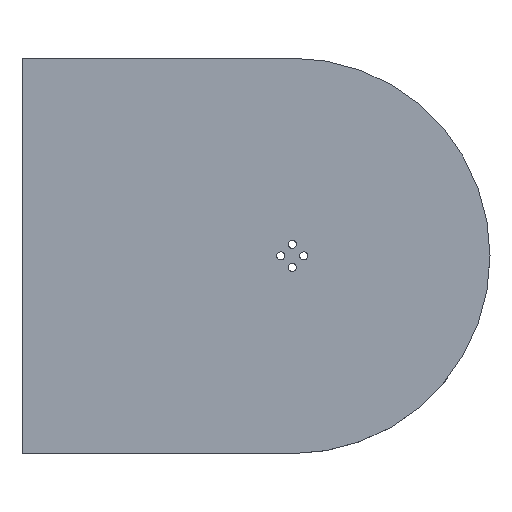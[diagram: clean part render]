
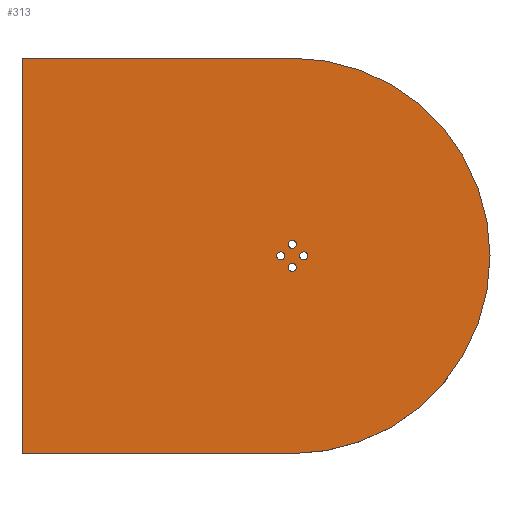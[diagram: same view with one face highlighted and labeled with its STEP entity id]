
A CAD part, top view. The second image highlights one B-rep face of the part: STEP entity #313.
In plain terms, the highlighted planar face has unit normal (0, 0, 1).
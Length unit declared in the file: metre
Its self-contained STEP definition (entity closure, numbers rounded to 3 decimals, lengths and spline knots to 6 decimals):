
#18=CIRCLE('',#345,0.00125);
#19=CIRCLE('',#346,0.00125);
#20=CIRCLE('',#347,0.00125);
#21=CIRCLE('',#348,0.00125);
#22=CIRCLE('',#349,0.06);
#38=ORIENTED_EDGE('',*,*,#118,.F.);
#39=ORIENTED_EDGE('',*,*,#119,.F.);
#40=ORIENTED_EDGE('',*,*,#120,.F.);
#41=ORIENTED_EDGE('',*,*,#121,.F.);
#42=ORIENTED_EDGE('',*,*,#122,.T.);
#43=ORIENTED_EDGE('',*,*,#123,.T.);
#44=ORIENTED_EDGE('',*,*,#124,.F.);
#45=ORIENTED_EDGE('',*,*,#125,.T.);
#118=EDGE_CURVE('',#158,#158,#18,.T.);
#119=EDGE_CURVE('',#159,#159,#19,.T.);
#120=EDGE_CURVE('',#160,#160,#20,.T.);
#121=EDGE_CURVE('',#161,#161,#21,.T.);
#122=EDGE_CURVE('',#162,#163,#188,.T.);
#123=EDGE_CURVE('',#163,#164,#189,.T.);
#124=EDGE_CURVE('',#165,#164,#190,.T.);
#125=EDGE_CURVE('',#165,#162,#22,.T.);
#158=VERTEX_POINT('',#483);
#159=VERTEX_POINT('',#485);
#160=VERTEX_POINT('',#487);
#161=VERTEX_POINT('',#489);
#162=VERTEX_POINT('',#491);
#163=VERTEX_POINT('',#492);
#164=VERTEX_POINT('',#494);
#165=VERTEX_POINT('',#496);
#188=LINE('',#490,#216);
#189=LINE('',#493,#217);
#190=LINE('',#495,#218);
#216=VECTOR('',#395,1.);
#217=VECTOR('',#396,1.);
#218=VECTOR('',#397,1.);
#237=EDGE_LOOP('',(#38));
#238=EDGE_LOOP('',(#39));
#239=EDGE_LOOP('',(#40));
#240=EDGE_LOOP('',(#41));
#241=EDGE_LOOP('',(#42,#43,#44,#45));
#269=FACE_BOUND('',#237,.T.);
#270=FACE_BOUND('',#238,.T.);
#271=FACE_BOUND('',#239,.T.);
#272=FACE_BOUND('',#240,.T.);
#273=FACE_BOUND('',#241,.T.);
#301=PLANE('',#344);
#313=ADVANCED_FACE('',(#269,#270,#271,#272,#273),#301,.T.);
#344=AXIS2_PLACEMENT_3D('',#481,#385,#386);
#345=AXIS2_PLACEMENT_3D('',#482,#387,#388);
#346=AXIS2_PLACEMENT_3D('',#484,#389,#390);
#347=AXIS2_PLACEMENT_3D('',#486,#391,#392);
#348=AXIS2_PLACEMENT_3D('',#488,#393,#394);
#349=AXIS2_PLACEMENT_3D('',#497,#398,#399);
#385=DIRECTION('',(0.,0.,1.));
#386=DIRECTION('',(1.,0.,0.));
#387=DIRECTION('',(0.,0.,1.));
#388=DIRECTION('',(1.,0.,0.));
#389=DIRECTION('',(0.,0.,1.));
#390=DIRECTION('',(1.,0.,0.));
#391=DIRECTION('',(0.,0.,1.));
#392=DIRECTION('',(1.,0.,0.));
#393=DIRECTION('',(0.,0.,1.));
#394=DIRECTION('',(1.,0.,0.));
#395=DIRECTION('',(-1.,0.,0.));
#396=DIRECTION('',(0.,-1.,0.));
#397=DIRECTION('',(-1.,0.,0.));
#398=DIRECTION('',(0.,0.,1.));
#399=DIRECTION('',(1.,0.,0.));
#481=CARTESIAN_POINT('',(-0.0075,0.,0.085));
#482=CARTESIAN_POINT('',(0.,-0.0035,0.085));
#483=CARTESIAN_POINT('',(0.00125,-0.0035,0.085));
#484=CARTESIAN_POINT('',(0.0035,0.,0.085));
#485=CARTESIAN_POINT('',(0.00475,0.,0.085));
#486=CARTESIAN_POINT('',(0.,0.0035,0.085));
#487=CARTESIAN_POINT('',(0.00125,0.0035,0.085));
#488=CARTESIAN_POINT('',(-0.0035,0.,0.085));
#489=CARTESIAN_POINT('',(-0.00225,0.,0.085));
#490=CARTESIAN_POINT('',(-0.0375,0.06,0.085));
#491=CARTESIAN_POINT('',(0.,0.06,0.085));
#492=CARTESIAN_POINT('',(-0.082,0.06,0.085));
#493=CARTESIAN_POINT('',(-0.082,0.03,0.085));
#494=CARTESIAN_POINT('',(-0.082,-0.06,0.085));
#495=CARTESIAN_POINT('',(-0.0375,-0.06,0.085));
#496=CARTESIAN_POINT('',(0.,-0.06,0.085));
#497=CARTESIAN_POINT('',(0.,0.,0.085));
